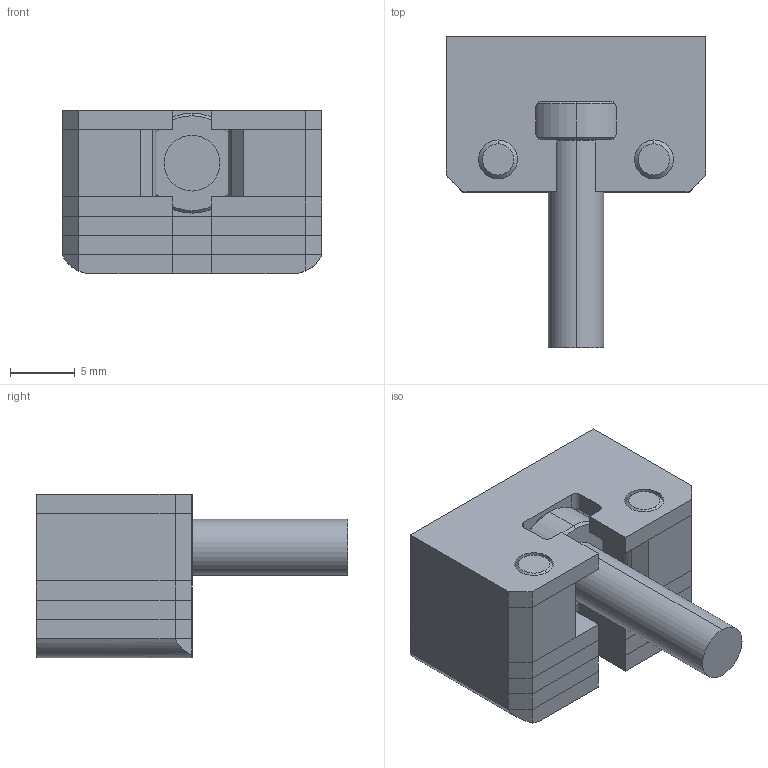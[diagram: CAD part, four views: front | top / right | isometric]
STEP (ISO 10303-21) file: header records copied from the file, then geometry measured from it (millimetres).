
FILE_DESCRIPTION (( 'STEP AP203' ), '1' );
FILE_NAME ('0598.STEP', '2023-01-11T09:43:46', ( '' ), ( '' ), 'SwSTEP 2.0', 'SolidWorks 2019', '' );
FILE_SCHEMA (( 'CONFIG_CONTROL_DESIGN' ));
Length unit declared in the file: millimetre
Products named in the file (6): Lamellar_Gas_Vent_ISGL20C 8fb2fbac88806831b2d1aa3c61fcf802; 0598; Pin_20 8fb2fbac88806831b2d1aa3c61fcf802; Lamela_Radius 8fb2fbac88806831b2d1aa3c61fcf802; Lamela 8fb2fbac88806831b2d1aa3c61fcf802; Bolt 8fb2fbac88806831b2d1aa3c61fcf802
Assembly tree (8 placements, depth 2):
  0598
    Lamellar_Gas_Vent_ISGL20C 8fb2fbac88806831b2d1aa3c61fcf802
    Bolt 8fb2fbac88806831b2d1aa3c61fcf802
    Lamela 8fb2fbac88806831b2d1aa3c61fcf802  x3
    Lamela_Radius 8fb2fbac88806831b2d1aa3c61fcf802
    Pin_20 8fb2fbac88806831b2d1aa3c61fcf802  x2
Bounding box: 20 x 24 x 12.6 mm (x, y, z)
Volume: 2843.3 mm3; surface area: 4163.5 mm2
Topology: 9 solids, 9 shells, 174 faces, 453 edges, 298 vertices
Faces by surface type: plane 101, cylinder 61, cone 12
Entity records: 4379 total; most frequent: DIRECTION 657, CARTESIAN_POINT 644, ORIENTED_EDGE 614, EDGE_CURVE 307, AXIS2_PLACEMENT_3D 223, LINE 211, VECTOR 211, VERTEX_POINT 202
